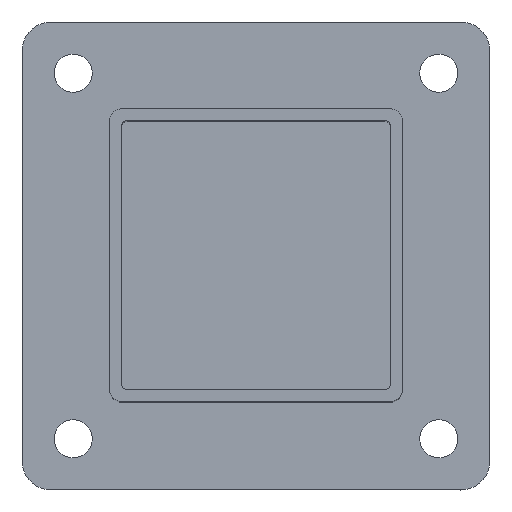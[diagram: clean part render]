
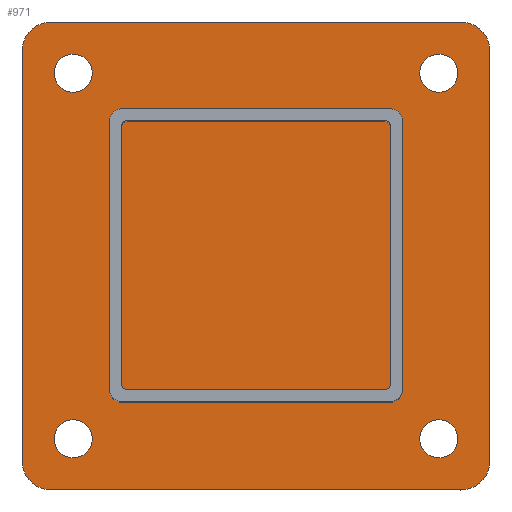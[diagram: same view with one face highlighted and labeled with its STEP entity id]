
A CAD part, top view. The second image highlights one B-rep face of the part: STEP entity #971.
In plain terms, the highlighted planar face has unit normal (0, 0, 1).
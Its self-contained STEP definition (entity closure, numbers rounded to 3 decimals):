
#51=FACE_BOUND('',#200,.T.);
#52=FACE_BOUND('',#201,.T.);
#53=FACE_BOUND('',#202,.T.);
#54=FACE_BOUND('',#203,.T.);
#73=PLANE('',#1099);
#117=FACE_OUTER_BOUND('',#199,.T.);
#199=EDGE_LOOP('',(#857,#858,#859,#860,#861,#862,#863,#864));
#200=EDGE_LOOP('',(#865));
#201=EDGE_LOOP('',(#866));
#202=EDGE_LOOP('',(#867));
#203=EDGE_LOOP('',(#868));
#262=CIRCLE('',#1086,10.);
#264=CIRCLE('',#1090,10.);
#266=CIRCLE('',#1094,10.);
#268=CIRCLE('',#1098,10.);
#269=CIRCLE('',#1100,6.5);
#270=CIRCLE('',#1101,6.5);
#271=CIRCLE('',#1102,6.5);
#272=CIRCLE('',#1103,6.5);
#328=LINE('',#1610,#396);
#332=LINE('',#1622,#400);
#336=LINE('',#1634,#404);
#340=LINE('',#1646,#408);
#396=VECTOR('',#1332,140.);
#400=VECTOR('',#1344,140.);
#404=VECTOR('',#1356,140.);
#408=VECTOR('',#1368,140.);
#477=VERTEX_POINT('',#1603);
#480=VERTEX_POINT('',#1608);
#482=VERTEX_POINT('',#1614);
#484=VERTEX_POINT('',#1620);
#486=VERTEX_POINT('',#1626);
#488=VERTEX_POINT('',#1632);
#490=VERTEX_POINT('',#1638);
#492=VERTEX_POINT('',#1644);
#493=VERTEX_POINT('',#1651);
#494=VERTEX_POINT('',#1653);
#495=VERTEX_POINT('',#1655);
#496=VERTEX_POINT('',#1657);
#600=EDGE_CURVE('',#477,#480,#328,.T.);
#603=EDGE_CURVE('',#480,#482,#262,.T.);
#606=EDGE_CURVE('',#482,#484,#332,.T.);
#609=EDGE_CURVE('',#484,#486,#264,.T.);
#612=EDGE_CURVE('',#486,#488,#336,.T.);
#615=EDGE_CURVE('',#488,#490,#266,.T.);
#618=EDGE_CURVE('',#490,#492,#340,.T.);
#620=EDGE_CURVE('',#492,#477,#268,.T.);
#621=EDGE_CURVE('',#493,#493,#269,.T.);
#622=EDGE_CURVE('',#494,#494,#270,.T.);
#623=EDGE_CURVE('',#495,#495,#271,.T.);
#624=EDGE_CURVE('',#496,#496,#272,.T.);
#857=ORIENTED_EDGE('',*,*,#600,.T.);
#858=ORIENTED_EDGE('',*,*,#603,.T.);
#859=ORIENTED_EDGE('',*,*,#606,.T.);
#860=ORIENTED_EDGE('',*,*,#609,.T.);
#861=ORIENTED_EDGE('',*,*,#612,.T.);
#862=ORIENTED_EDGE('',*,*,#615,.T.);
#863=ORIENTED_EDGE('',*,*,#618,.T.);
#864=ORIENTED_EDGE('',*,*,#620,.T.);
#865=ORIENTED_EDGE('',*,*,#621,.F.);
#866=ORIENTED_EDGE('',*,*,#622,.F.);
#867=ORIENTED_EDGE('',*,*,#623,.F.);
#868=ORIENTED_EDGE('',*,*,#624,.F.);
#971=ADVANCED_FACE('',(#117,#51,#52,#53,#54),#73,.T.);
#1086=AXIS2_PLACEMENT_3D('',#1616,#1338,#1339);
#1090=AXIS2_PLACEMENT_3D('',#1628,#1350,#1351);
#1094=AXIS2_PLACEMENT_3D('',#1640,#1362,#1363);
#1098=AXIS2_PLACEMENT_3D('',#1649,#1373,#1374);
#1099=AXIS2_PLACEMENT_3D('',#1650,#1375,#1376);
#1100=AXIS2_PLACEMENT_3D('',#1652,#1377,#1378);
#1101=AXIS2_PLACEMENT_3D('',#1654,#1379,#1380);
#1102=AXIS2_PLACEMENT_3D('',#1656,#1381,#1382);
#1103=AXIS2_PLACEMENT_3D('',#1658,#1383,#1384);
#1332=DIRECTION('',(0.,1.,0.));
#1338=DIRECTION('center_axis',(0.,0.,1.));
#1339=DIRECTION('ref_axis',(1.,0.,0.));
#1344=DIRECTION('',(-1.,0.,0.));
#1350=DIRECTION('center_axis',(0.,0.,1.));
#1351=DIRECTION('ref_axis',(1.,0.,0.));
#1356=DIRECTION('',(0.,-1.,0.));
#1362=DIRECTION('center_axis',(0.,0.,1.));
#1363=DIRECTION('ref_axis',(1.,0.,0.));
#1368=DIRECTION('',(1.,0.,0.));
#1373=DIRECTION('center_axis',(0.,0.,1.));
#1374=DIRECTION('ref_axis',(1.,0.,0.));
#1375=DIRECTION('center_axis',(0.,0.,1.));
#1376=DIRECTION('ref_axis',(1.,0.,0.));
#1377=DIRECTION('center_axis',(0.,0.,1.));
#1378=DIRECTION('ref_axis',(1.,0.,0.));
#1379=DIRECTION('center_axis',(0.,0.,1.));
#1380=DIRECTION('ref_axis',(1.,0.,0.));
#1381=DIRECTION('center_axis',(0.,0.,1.));
#1382=DIRECTION('ref_axis',(1.,0.,0.));
#1383=DIRECTION('center_axis',(0.,0.,1.));
#1384=DIRECTION('ref_axis',(1.,0.,0.));
#1603=CARTESIAN_POINT('',(80.,10.,5.));
#1608=CARTESIAN_POINT('',(80.,150.,5.));
#1610=CARTESIAN_POINT('',(80.,10.,5.));
#1614=CARTESIAN_POINT('',(70.,160.,5.));
#1616=CARTESIAN_POINT('Origin',(70.,150.,5.));
#1620=CARTESIAN_POINT('',(-70.,160.,5.));
#1622=CARTESIAN_POINT('',(70.,160.,5.));
#1626=CARTESIAN_POINT('',(-80.,150.,5.));
#1628=CARTESIAN_POINT('Origin',(-70.,150.,5.));
#1632=CARTESIAN_POINT('',(-80.,10.,5.));
#1634=CARTESIAN_POINT('',(-80.,150.,5.));
#1638=CARTESIAN_POINT('',(-70.,0.,5.));
#1640=CARTESIAN_POINT('Origin',(-70.,10.,5.));
#1644=CARTESIAN_POINT('',(70.,0.,5.));
#1646=CARTESIAN_POINT('',(-70.,0.,5.));
#1649=CARTESIAN_POINT('Origin',(70.,10.,5.));
#1650=CARTESIAN_POINT('Origin',(-96.,-16.,5.));
#1651=CARTESIAN_POINT('',(-69.,142.5,5.));
#1652=CARTESIAN_POINT('Origin',(-62.5,142.5,5.));
#1653=CARTESIAN_POINT('',(56.,142.5,5.));
#1654=CARTESIAN_POINT('Origin',(62.5,142.5,5.));
#1655=CARTESIAN_POINT('',(-69.,17.5,5.));
#1656=CARTESIAN_POINT('Origin',(-62.5,17.5,5.));
#1657=CARTESIAN_POINT('',(56.,17.5,5.));
#1658=CARTESIAN_POINT('Origin',(62.5,17.5,5.));
